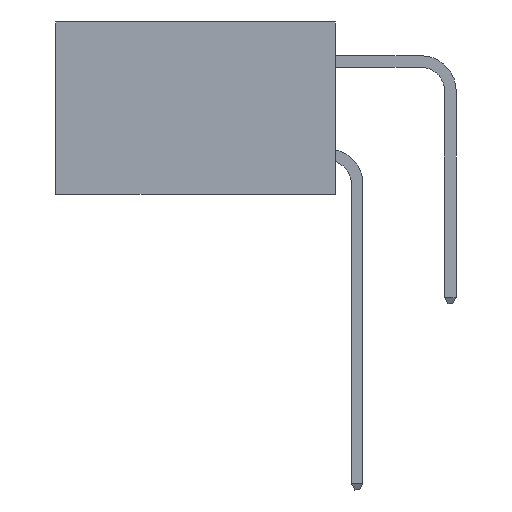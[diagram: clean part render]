
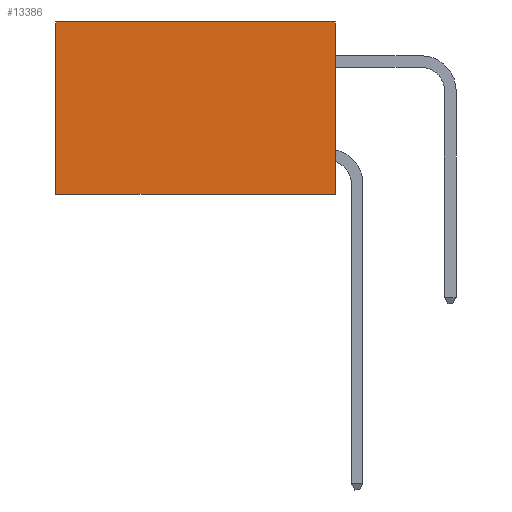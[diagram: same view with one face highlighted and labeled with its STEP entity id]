
A CAD part, left-side view. The second image highlights one B-rep face of the part: STEP entity #13386.
In plain terms, the highlighted planar face has unit normal (-1, 0, 0).
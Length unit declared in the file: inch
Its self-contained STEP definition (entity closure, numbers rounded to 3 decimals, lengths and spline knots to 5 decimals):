
#279 = DIRECTION ( 'NONE',  ( 0., 0., -1. ) ) ;
#505 = PLANE ( 'NONE',  #1846 ) ;
#1846 = AXIS2_PLACEMENT_3D ( 'NONE', #3875, #6946, #279 ) ;
#3272 = CARTESIAN_POINT ( 'NONE',  ( 0.2875, 0., 0. ) ) ;
#3574 = CARTESIAN_POINT ( 'NONE',  ( 0.2875, 0.6, 0. ) ) ;
#3875 = CARTESIAN_POINT ( 'NONE',  ( 0.2875, 0., 0. ) ) ;
#3881 = CARTESIAN_POINT ( 'NONE',  ( 0.2875, 0., 0. ) ) ;
#4794 = CARTESIAN_POINT ( 'NONE',  ( 0.2875, 0.6, 0. ) ) ;
#5116 = CARTESIAN_POINT ( 'NONE',  ( 0.2875, 0., 0. ) ) ;
#5347 = CARTESIAN_POINT ( 'NONE',  ( 0.2875, 0., -0.37 ) ) ;
#5466 = LINE ( 'NONE', #3574, #21418 ) ;
#5584 = CARTESIAN_POINT ( 'NONE',  ( 0.2875, 0.6, -0.37 ) ) ;
#5658 = EDGE_CURVE ( 'NONE', #21946, #16039, #6091, .T. ) ;
#5990 = ORIENTED_EDGE ( 'NONE', *, *, #8274, .F. ) ;
#6091 = LINE ( 'NONE', #5347, #14559 ) ;
#6216 = FACE_OUTER_BOUND ( 'NONE', #12759, .T. ) ;
#6945 = DIRECTION ( 'NONE',  ( 0., 0., -1. ) ) ;
#6946 = DIRECTION ( 'NONE',  ( 1., 0., 0. ) ) ;
#6994 = EDGE_CURVE ( 'NONE', #18187, #16039, #5466, .T. ) ;
#7514 = LINE ( 'NONE', #3272, #15250 ) ;
#8274 = EDGE_CURVE ( 'NONE', #15680, #21946, #21638, .T. ) ;
#8311 = VECTOR ( 'NONE', #14160, 39.37008 ) ;
#8944 = CARTESIAN_POINT ( 'NONE',  ( 0.2875, 0., -0.37 ) ) ;
#11037 = DIRECTION ( 'NONE',  ( 0., 1., 0. ) ) ;
#11294 = ORIENTED_EDGE ( 'NONE', *, *, #6994, .T. ) ;
#12759 = EDGE_LOOP ( 'NONE', ( #11294, #16064, #5990, #16336 ) ) ;
#13386 = ADVANCED_FACE ( 'NONE', ( #6216 ), #505, .F. ) ;
#14160 = DIRECTION ( 'NONE',  ( 0., 0., -1. ) ) ;
#14559 = VECTOR ( 'NONE', #11037, 39.37008 ) ;
#15250 = VECTOR ( 'NONE', #21862, 39.37008 ) ;
#15680 = VERTEX_POINT ( 'NONE', #5116 ) ;
#16039 = VERTEX_POINT ( 'NONE', #5584 ) ;
#16064 = ORIENTED_EDGE ( 'NONE', *, *, #5658, .F. ) ;
#16336 = ORIENTED_EDGE ( 'NONE', *, *, #18689, .T. ) ;
#18187 = VERTEX_POINT ( 'NONE', #4794 ) ;
#18689 = EDGE_CURVE ( 'NONE', #15680, #18187, #7514, .T. ) ;
#21418 = VECTOR ( 'NONE', #6945, 39.37008 ) ;
#21638 = LINE ( 'NONE', #3881, #8311 ) ;
#21862 = DIRECTION ( 'NONE',  ( 0., 1., 0. ) ) ;
#21946 = VERTEX_POINT ( 'NONE', #8944 ) ;
